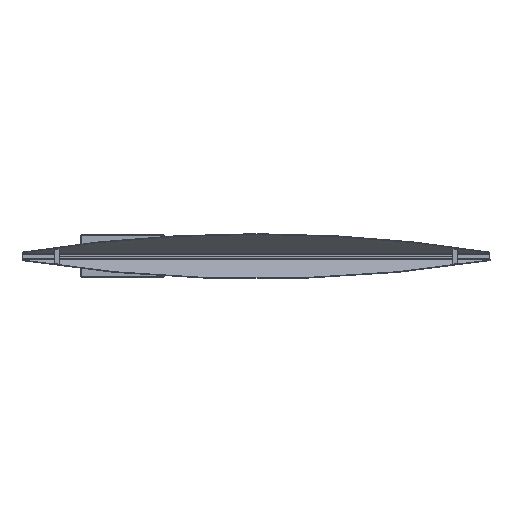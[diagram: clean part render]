
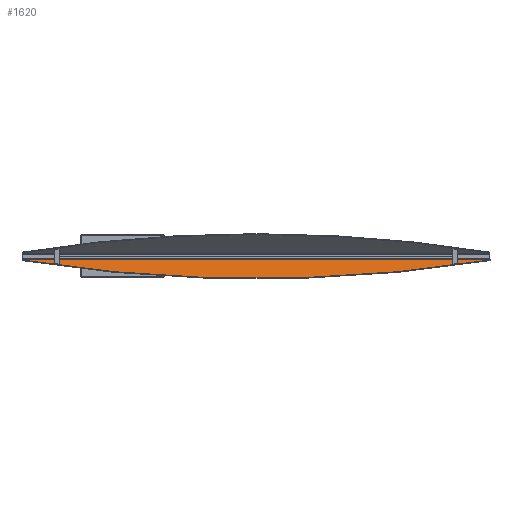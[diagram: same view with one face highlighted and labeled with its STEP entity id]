
A CAD part, front view. The second image highlights one B-rep face of the part: STEP entity #1620.
In plain terms, the highlighted face is planar.
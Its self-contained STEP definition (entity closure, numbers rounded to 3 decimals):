
#277 = EDGE_CURVE ( 'NONE', #7299, #771, #5433, .T. ) ;
#324 = DIRECTION ( 'NONE',  ( 0., -0.515, -0.857 ) ) ;
#369 = LINE ( 'NONE', #1962, #2021 ) ;
#771 = VERTEX_POINT ( 'NONE', #4334 ) ;
#1620 = ADVANCED_FACE ( 'NONE', ( #5726 ), #7177, .T. ) ;
#1956 = CARTESIAN_POINT ( 'NONE',  ( -600., -4.587, 9.256 ) ) ;
#1962 = CARTESIAN_POINT ( 'NONE',  ( -600., -4.587, 9.256 ) ) ;
#2021 = VECTOR ( 'NONE', #4866, 1000. ) ;
#2039 = ORIENTED_EDGE ( 'NONE', *, *, #4666, .T. ) ;
#2193 = VERTEX_POINT ( 'NONE', #8344 ) ;
#2214 = CIRCLE ( 'NONE', #6853, 2008.5 ) ;
#2363 = AXIS2_PLACEMENT_3D ( 'NONE', #5678, #324, #2812 ) ;
#2812 = DIRECTION ( 'NONE',  ( 0., 0.857, -0.515 ) ) ;
#3131 = ORIENTED_EDGE ( 'NONE', *, *, #277, .F. ) ;
#3186 = CARTESIAN_POINT ( 'NONE',  ( 600., -0.388, 6.733 ) ) ;
#3346 = VERTEX_POINT ( 'NONE', #1956 ) ;
#3745 = DIRECTION ( 'NONE',  ( 0., -0.857, 0.515 ) ) ;
#4334 = CARTESIAN_POINT ( 'NONE',  ( -600., -0.388, 6.733 ) ) ;
#4666 = EDGE_CURVE ( 'NONE', #3346, #771, #369, .T. ) ;
#4866 = DIRECTION ( 'NONE',  ( 0., 0.857, -0.515 ) ) ;
#5061 = EDGE_CURVE ( 'NONE', #2193, #3346, #2214, .T. ) ;
#5066 = VECTOR ( 'NONE', #8473, 1000. ) ;
#5205 = EDGE_LOOP ( 'NONE', ( #3131, #9868, #7034, #2039 ) ) ;
#5433 = LINE ( 'NONE', #6275, #5066 ) ;
#5678 = CARTESIAN_POINT ( 'NONE',  ( 0., 1638.42, -977.962 ) ) ;
#5726 = FACE_OUTER_BOUND ( 'NONE', #5205, .T. ) ;
#6112 = CARTESIAN_POINT ( 'NONE',  ( 0., 1638.42, -977.962 ) ) ;
#6275 = CARTESIAN_POINT ( 'NONE',  ( 0., -0.388, 6.733 ) ) ;
#6592 = VECTOR ( 'NONE', #3745, 1000. ) ;
#6703 = CARTESIAN_POINT ( 'NONE',  ( 600., -4.587, 9.256 ) ) ;
#6720 = EDGE_CURVE ( 'NONE', #7299, #2193, #8145, .T. ) ;
#6853 = AXIS2_PLACEMENT_3D ( 'NONE', #6112, #9158, #6907 ) ;
#6907 = DIRECTION ( 'NONE',  ( 0., 0.857, -0.515 ) ) ;
#7034 = ORIENTED_EDGE ( 'NONE', *, *, #5061, .T. ) ;
#7177 = PLANE ( 'NONE',  #2363 ) ;
#7299 = VERTEX_POINT ( 'NONE', #3186 ) ;
#8145 = LINE ( 'NONE', #6703, #6592 ) ;
#8344 = CARTESIAN_POINT ( 'NONE',  ( 600., -4.587, 9.256 ) ) ;
#8473 = DIRECTION ( 'NONE',  ( -1., 0., 0. ) ) ;
#9158 = DIRECTION ( 'NONE',  ( 0., -0.515, -0.857 ) ) ;
#9868 = ORIENTED_EDGE ( 'NONE', *, *, #6720, .T. ) ;
